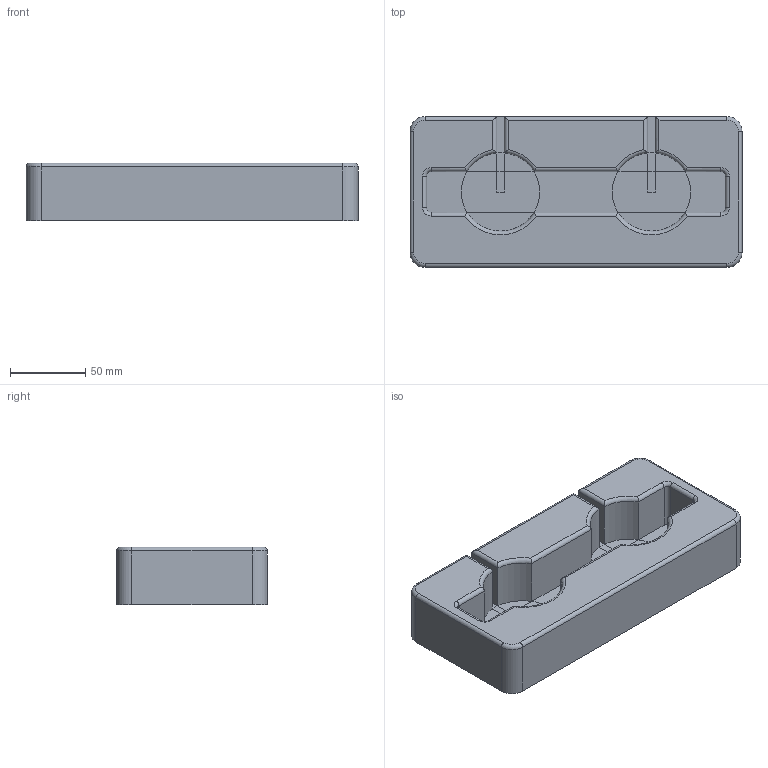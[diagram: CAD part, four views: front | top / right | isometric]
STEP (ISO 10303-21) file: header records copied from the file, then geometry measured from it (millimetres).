
FILE_DESCRIPTION(('FreeCAD Model'),'2;1');
FILE_NAME('Open CASCADE Shape Model','2024-04-04T17:50:48',('Author'),( ''),'Open CASCADE STEP processor 7.6','FreeCAD','Unknown');
FILE_SCHEMA(('AUTOMOTIVE_DESIGN { 1 0 10303 214 1 1 1 1 }'));
Length unit declared in the file: millimetre
Products named in the file (1): TopFillet
Bounding box: 220 x 100 x 38.2 mm (x, y, z)
Volume: 598172.7 mm3; surface area: 84830.7 mm2
Topology: 1 solids, 1 shells, 82 faces, 186 edges, 106 vertices
Faces by surface type: plane 36, cylinder 32, torus 14
Entity records: 2618 total; most frequent: CARTESIAN_POINT 747, DIRECTION 410, ORIENTED_EDGE 372, EDGE_CURVE 186, AXIS2_PLACEMENT_3D 153, VERTEX_POINT 106, LINE 104, VECTOR 104
